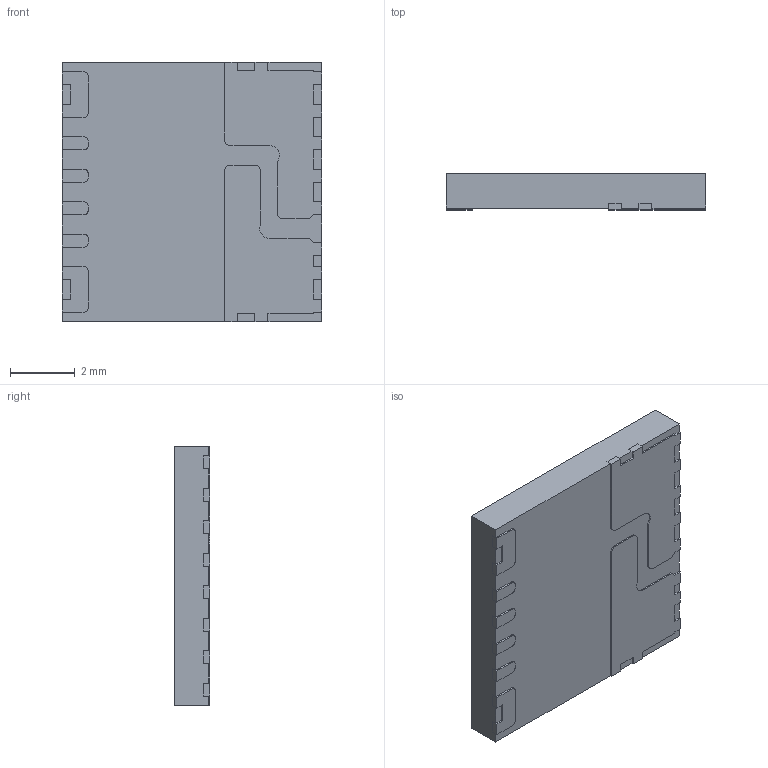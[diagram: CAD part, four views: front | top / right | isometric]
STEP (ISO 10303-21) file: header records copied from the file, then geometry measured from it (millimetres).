
FILE_DESCRIPTION (( 'STEP AP214' ), '1' );
FILE_NAME ('TLI4971A050T5UE0001XUMA1.STEP', '2021-07-15T01:25:34', ( '' ), ( '' ), 'SwSTEP 2.0', 'SolidWorks 2017', '' );
FILE_SCHEMA (( 'AUTOMOTIVE_DESIGN' ));
Length unit declared in the file: millimetre
Products named in the file (1): TLI4971A050T5UE0001XUMA1
Bounding box: 8 x 1.1 x 8 mm (x, y, z)
Volume: 68.3 mm3; surface area: 223.1 mm2
Topology: 10 solids, 10 shells, 243 faces, 666 edges, 444 vertices
Faces by surface type: plane 201, cylinder 42
Entity records: 7739 total; most frequent: CARTESIAN_POINT 1354, ORIENTED_EDGE 1332, DIRECTION 1238, EDGE_CURVE 666, LINE 582, VECTOR 582, VERTEX_POINT 444, AXIS2_PLACEMENT_3D 328
